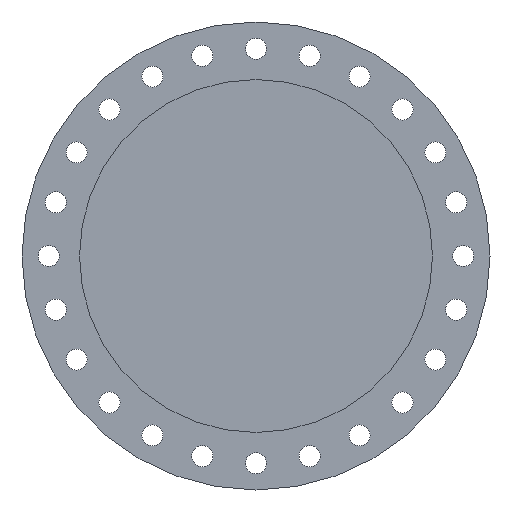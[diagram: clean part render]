
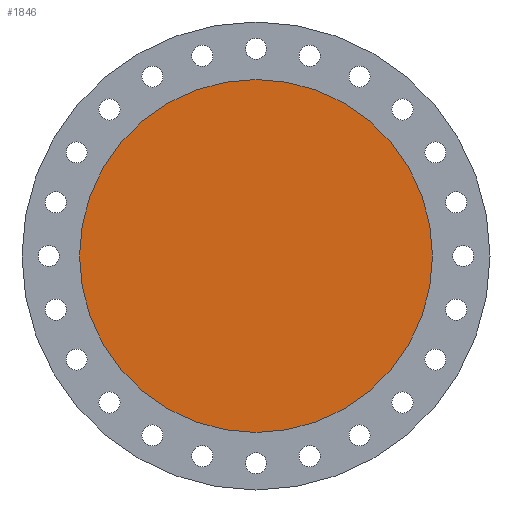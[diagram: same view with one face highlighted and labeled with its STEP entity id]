
A CAD part, left-side view. The second image highlights one B-rep face of the part: STEP entity #1846.
In plain terms, the highlighted planar face has unit normal (-1, 0, 0).
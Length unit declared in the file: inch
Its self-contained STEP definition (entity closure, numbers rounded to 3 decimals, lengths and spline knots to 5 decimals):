
#134 = DIRECTION ( 'NONE',  ( -1., 0., 0. ) ) ;
#208 = CARTESIAN_POINT ( 'NONE',  ( 0., 0., 0. ) ) ;
#249 = VERTEX_POINT ( 'NONE', #1509 ) ;
#478 = AXIS2_PLACEMENT_3D ( 'NONE', #208, #1183, #1606 ) ;
#573 = ORIENTED_EDGE ( 'NONE', *, *, #1420, .T. ) ;
#675 = AXIS2_PLACEMENT_3D ( 'NONE', #1363, #1551, #1540 ) ;
#718 = AXIS2_PLACEMENT_3D ( 'NONE', #1823, #134, #1368 ) ;
#905 = PLANE ( 'NONE',  #675 ) ;
#1064 = FACE_OUTER_BOUND ( 'NONE', #1461, .T. ) ;
#1183 = DIRECTION ( 'NONE',  ( -1., 0., 0. ) ) ;
#1363 = CARTESIAN_POINT ( 'NONE',  ( 0., 0., 0. ) ) ;
#1368 = DIRECTION ( 'NONE',  ( 0., 0., 1. ) ) ;
#1400 = CIRCLE ( 'NONE', #718, 11.5 ) ;
#1414 = CARTESIAN_POINT ( 'NONE',  ( 0., 0., 11.5 ) ) ;
#1420 = EDGE_CURVE ( 'NONE', #249, #1647, #1954, .T. ) ;
#1461 = EDGE_LOOP ( 'NONE', ( #1770, #573 ) ) ;
#1498 = EDGE_CURVE ( 'NONE', #1647, #249, #1400, .T. ) ;
#1509 = CARTESIAN_POINT ( 'NONE',  ( 0., 0., -11.5 ) ) ;
#1540 = DIRECTION ( 'NONE',  ( 0., 0., 1. ) ) ;
#1551 = DIRECTION ( 'NONE',  ( -1., 0., 0. ) ) ;
#1606 = DIRECTION ( 'NONE',  ( 0., 0., 1. ) ) ;
#1647 = VERTEX_POINT ( 'NONE', #1414 ) ;
#1770 = ORIENTED_EDGE ( 'NONE', *, *, #1498, .T. ) ;
#1823 = CARTESIAN_POINT ( 'NONE',  ( 0., 0., 0. ) ) ;
#1846 = ADVANCED_FACE ( 'NONE', ( #1064 ), #905, .T. ) ;
#1954 = CIRCLE ( 'NONE', #478, 11.5 ) ;
